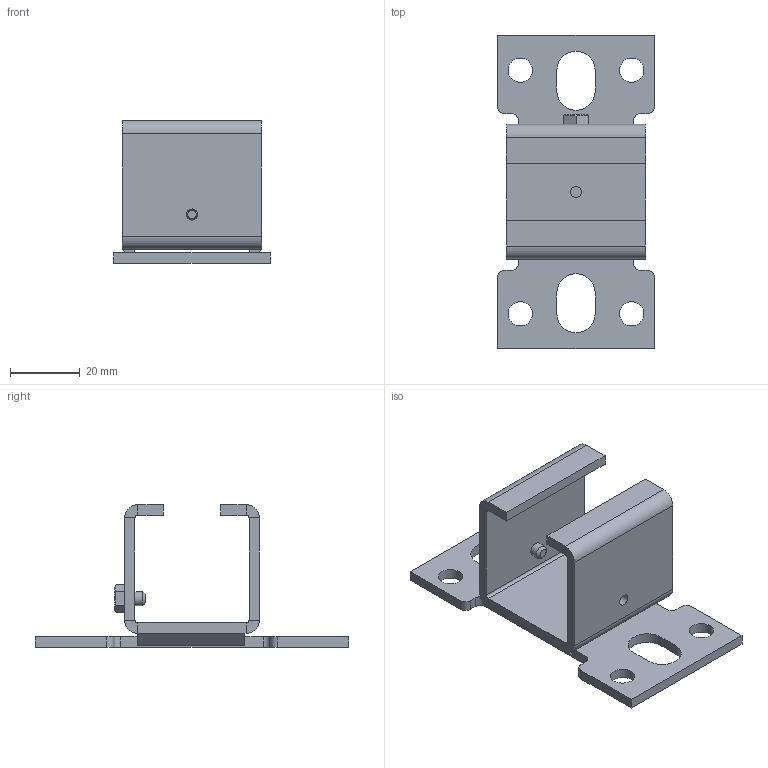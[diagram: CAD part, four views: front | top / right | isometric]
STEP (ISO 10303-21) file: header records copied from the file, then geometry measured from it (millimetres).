
FILE_DESCRIPTION(('STEP AP203'), '1');
FILE_NAME('253.RC30 Äåðæàòåëü RC30 ñ âåðõíèì êðåïëåíèåì', '', ('UNSPECIFIED'), ('UNSPECIFIED'), 'ASCON STEP Converter 1.3', 'ASCON Math Kernel', '');
FILE_SCHEMA(('CONFIG_CONTROL_DESIGN'));
Length unit declared in the file: millimetre
Products named in the file (1): 253.RC30
Bounding box: 45 x 90 x 41 mm (x, y, z)
Volume: 23885.4 mm3; surface area: 18127 mm2
Topology: 1 solids, 1 shells, 116 faces, 295 edges, 182 vertices
Faces by surface type: plane 79, cylinder 35, cone 2
Full cylindrical faces by diameter (mm): 3.242 x2, 4 x1, 7 x4
Entity records: 4595 total; most frequent: CARTESIAN_POINT 795, DIRECTION 586, ORIENTED_EDGE 572, EDGE_CURVE 286, LINE 208, VECTOR 208, AXIS2_PLACEMENT_3D 189, VERTEX_POINT 182
